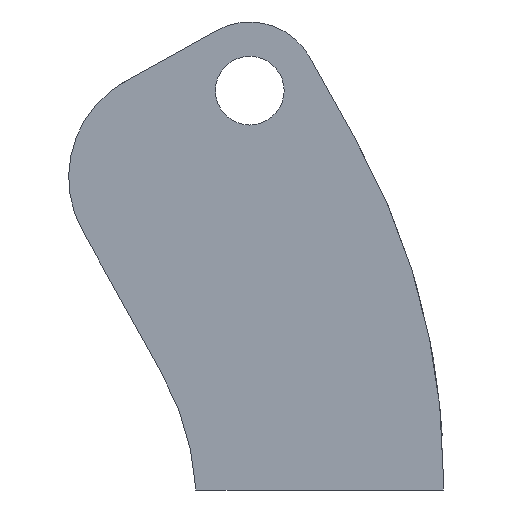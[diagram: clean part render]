
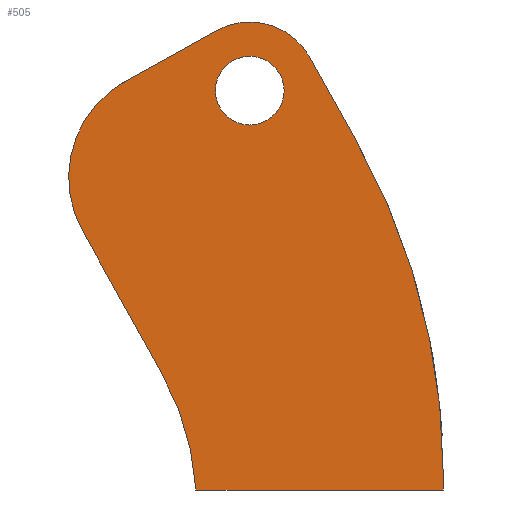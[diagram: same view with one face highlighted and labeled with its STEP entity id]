
A CAD part, left-side view. The second image highlights one B-rep face of the part: STEP entity #505.
In plain terms, the highlighted planar face has unit normal (-1, 0, 0).
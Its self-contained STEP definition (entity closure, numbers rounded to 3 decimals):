
#16=FACE_BOUND('',#77,.T.);
#29=PLANE('',#556);
#47=FACE_OUTER_BOUND('',#76,.T.);
#76=EDGE_LOOP('',(#377,#378,#379,#380,#381,#382,#383,#384,#385));
#77=EDGE_LOOP('',(#386));
#123=LINE('',#809,#167);
#125=LINE('',#813,#169);
#126=LINE('',#817,#170);
#127=LINE('',#819,#171);
#128=LINE('',#823,#172);
#167=VECTOR('',#645,10.);
#169=VECTOR('',#649,10.);
#170=VECTOR('',#652,10.);
#171=VECTOR('',#653,10.);
#172=VECTOR('',#656,10.);
#199=CIRCLE('',#548,8.);
#204=CIRCLE('',#557,20.);
#205=CIRCLE('',#558,50.);
#206=CIRCLE('',#559,5.);
#207=CIRCLE('',#560,2.5);
#233=VERTEX_POINT('',#779);
#234=VERTEX_POINT('',#781);
#244=VERTEX_POINT('',#808);
#245=VERTEX_POINT('',#812);
#246=VERTEX_POINT('',#814);
#247=VERTEX_POINT('',#816);
#248=VERTEX_POINT('',#818);
#249=VERTEX_POINT('',#820);
#250=VERTEX_POINT('',#822);
#251=VERTEX_POINT('',#825);
#282=EDGE_CURVE('',#233,#234,#199,.T.);
#296=EDGE_CURVE('',#234,#244,#123,.T.);
#298=EDGE_CURVE('',#245,#233,#125,.T.);
#299=EDGE_CURVE('',#246,#245,#204,.T.);
#300=EDGE_CURVE('',#247,#246,#126,.T.);
#301=EDGE_CURVE('',#247,#248,#127,.T.);
#302=EDGE_CURVE('',#249,#248,#205,.T.);
#303=EDGE_CURVE('',#249,#250,#128,.T.);
#304=EDGE_CURVE('',#244,#250,#206,.T.);
#305=EDGE_CURVE('',#251,#251,#207,.T.);
#377=ORIENTED_EDGE('',*,*,#282,.F.);
#378=ORIENTED_EDGE('',*,*,#298,.F.);
#379=ORIENTED_EDGE('',*,*,#299,.F.);
#380=ORIENTED_EDGE('',*,*,#300,.F.);
#381=ORIENTED_EDGE('',*,*,#301,.T.);
#382=ORIENTED_EDGE('',*,*,#302,.F.);
#383=ORIENTED_EDGE('',*,*,#303,.T.);
#384=ORIENTED_EDGE('',*,*,#304,.F.);
#385=ORIENTED_EDGE('',*,*,#296,.F.);
#386=ORIENTED_EDGE('',*,*,#305,.T.);
#505=ADVANCED_FACE('',(#47,#16),#29,.T.);
#548=AXIS2_PLACEMENT_3D('',#782,#620,#621);
#556=AXIS2_PLACEMENT_3D('',#811,#647,#648);
#557=AXIS2_PLACEMENT_3D('',#815,#650,#651);
#558=AXIS2_PLACEMENT_3D('',#821,#654,#655);
#559=AXIS2_PLACEMENT_3D('',#824,#657,#658);
#560=AXIS2_PLACEMENT_3D('',#826,#659,#660);
#620=DIRECTION('center_axis',(1.,0.,0.));
#621=DIRECTION('ref_axis',(0.,0.962,0.275));
#645=DIRECTION('',(0.,-0.874,0.486));
#647=DIRECTION('center_axis',(-1.,0.,0.));
#648=DIRECTION('ref_axis',(0.,-1.,0.));
#649=DIRECTION('',(0.,0.486,0.874));
#650=DIRECTION('center_axis',(-1.,0.,0.));
#651=DIRECTION('ref_axis',(0.,-0.998,0.063));
#652=DIRECTION('',(0.,1.,0.));
#653=DIRECTION('',(0.,0.,1.));
#654=DIRECTION('center_axis',(1.,0.,0.));
#655=DIRECTION('ref_axis',(0.,-0.968,0.251));
#656=DIRECTION('',(0.,0.486,0.874));
#657=DIRECTION('center_axis',(1.,0.,0.));
#658=DIRECTION('ref_axis',(0.,-0.275,0.962));
#659=DIRECTION('center_axis',(1.,0.,0.));
#660=DIRECTION('ref_axis',(0.,-1.,0.));
#779=CARTESIAN_POINT('',(-9.,17.256,18.861));
#781=CARTESIAN_POINT('',(-9.,14.148,29.739));
#782=CARTESIAN_POINT('Origin',(-9.,10.263,22.746));
#808=CARTESIAN_POINT('',(-9.,7.512,33.426));
#809=CARTESIAN_POINT('',(-9.,17.49,27.882));
#811=CARTESIAN_POINT('Origin',(-9.,9.,0.));
#812=CARTESIAN_POINT('',(-9.,11.478,8.46));
#813=CARTESIAN_POINT('',(-9.,9.,4.));
#814=CARTESIAN_POINT('',(-9.,9.,0.));
#815=CARTESIAN_POINT('Origin',(-9.,28.961,-1.253));
#816=CARTESIAN_POINT('',(-9.,-9.,0.));
#817=CARTESIAN_POINT('',(-9.,-9.,0.));
#818=CARTESIAN_POINT('',(-9.,-9.,1.044));
#819=CARTESIAN_POINT('',(-9.,-9.,0.));
#820=CARTESIAN_POINT('',(-9.,-2.708,25.326));
#821=CARTESIAN_POINT('Origin',(-9.,41.,1.044));
#822=CARTESIAN_POINT('',(-9.,0.713,31.483));
#823=CARTESIAN_POINT('',(-9.,-9.,14.));
#824=CARTESIAN_POINT('Origin',(-9.,5.084,29.055));
#825=CARTESIAN_POINT('',(-9.,7.584,29.055));
#826=CARTESIAN_POINT('Origin',(-9.,5.084,29.055));
